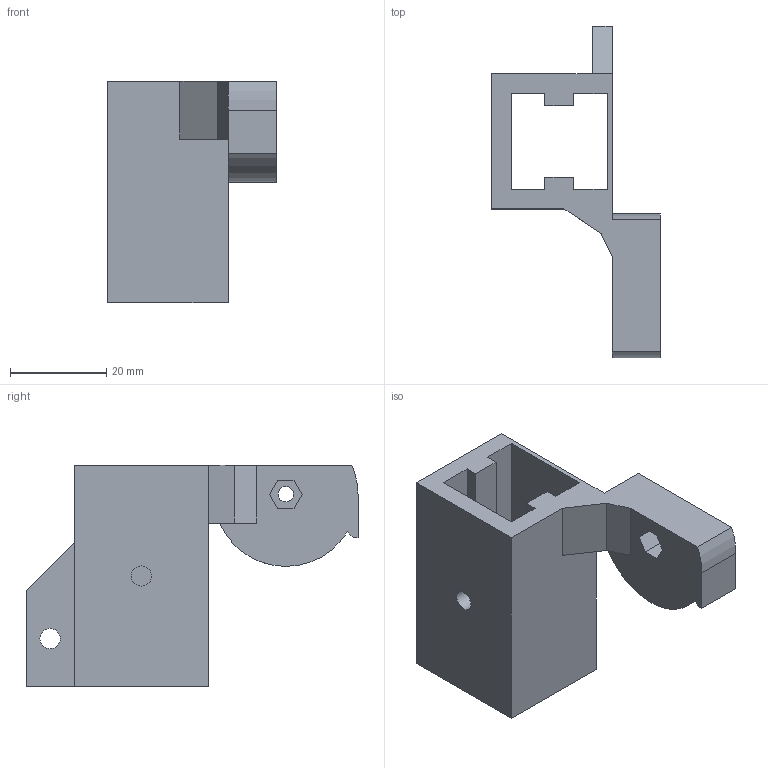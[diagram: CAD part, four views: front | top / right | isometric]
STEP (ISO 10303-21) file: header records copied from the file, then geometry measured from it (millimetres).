
FILE_DESCRIPTION(('FreeCAD Model'),'2;1');
FILE_NAME('hinge-outer-left.step', '2015-04-01T21:47:14',('FreeCAD'),('FreeCAD'), 'Open CASCADE STEP processor 6.5','FreeCAD','Unknown');
FILE_SCHEMA(('AUTOMOTIVE_DESIGN_CC2 { 1 2 10303 214 -1 1 5 4 }'));
Length unit declared in the file: millimetre
Products named in the file (1): hinge-outer-left
Bounding box: 35 x 69 x 46 mm (x, y, z)
Volume: 21666.2 mm3; surface area: 12449.7 mm2
Topology: 1 solids, 1 shells, 41 faces, 115 edges, 77 vertices
Faces by surface type: plane 36, cylinder 5
Full cylindrical faces by diameter (mm): 3.2 x1, 4.2 x2
Entity records: 2972 total; most frequent: CARTESIAN_POINT 663, DIRECTION 413, LINE 301, VECTOR 301, ORIENTED_EDGE 230, PCURVE 230, DEFINITIONAL_REPRESENTATION 230, EDGE_CURVE 115
